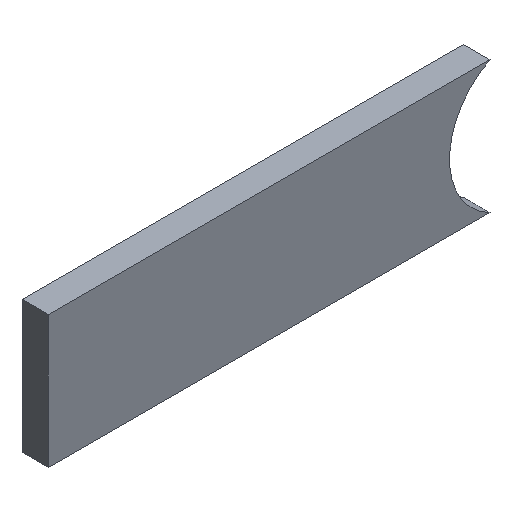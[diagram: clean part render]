
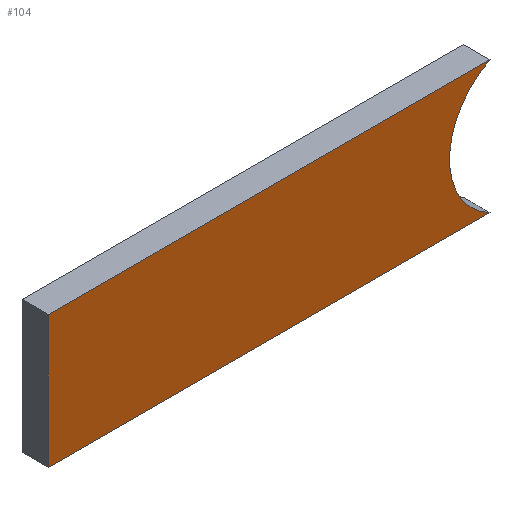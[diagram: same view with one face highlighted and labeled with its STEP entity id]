
A CAD part, isometric view. The second image highlights one B-rep face of the part: STEP entity #104.
In plain terms, the highlighted planar face has unit normal (0, -1, 0).
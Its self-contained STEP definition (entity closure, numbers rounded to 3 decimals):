
#15=CIRCLE('',#130,16.85);
#23=FACE_OUTER_BOUND('',#29,.T.);
#29=EDGE_LOOP('',(#90,#91,#92,#93));
#30=LINE('',#168,#40);
#35=LINE('',#182,#45);
#38=LINE('',#187,#48);
#40=VECTOR('',#140,10.);
#45=VECTOR('',#153,10.);
#48=VECTOR('',#158,10.);
#50=VERTEX_POINT('',#166);
#51=VERTEX_POINT('',#167);
#54=VERTEX_POINT('',#175);
#56=VERTEX_POINT('',#181);
#58=EDGE_CURVE('',#50,#51,#30,.T.);
#62=EDGE_CURVE('',#54,#50,#15,.T.);
#65=EDGE_CURVE('',#56,#54,#35,.T.);
#68=EDGE_CURVE('',#51,#56,#38,.T.);
#90=ORIENTED_EDGE('',*,*,#68,.F.);
#91=ORIENTED_EDGE('',*,*,#58,.F.);
#92=ORIENTED_EDGE('',*,*,#62,.F.);
#93=ORIENTED_EDGE('',*,*,#65,.F.);
#98=PLANE('',#135);
#104=ADVANCED_FACE('',(#23),#98,.F.);
#130=AXIS2_PLACEMENT_3D('',#176,#146,#147);
#135=AXIS2_PLACEMENT_3D('',#190,#162,#163);
#140=DIRECTION('',(-1.,0.,0.));
#146=DIRECTION('center_axis',(0.,-1.,0.));
#147=DIRECTION('ref_axis',(0.456,0.,0.89));
#153=DIRECTION('',(1.,0.,0.));
#158=DIRECTION('',(0.,0.,1.));
#162=DIRECTION('center_axis',(0.,1.,0.));
#163=DIRECTION('ref_axis',(0.,0.,1.));
#166=CARTESIAN_POINT('',(0.,0.,-30.));
#167=CARTESIAN_POINT('',(-100.,0.,-30.));
#168=CARTESIAN_POINT('',(0.,0.,-30.));
#175=CARTESIAN_POINT('',(0.,0.,0.));
#176=CARTESIAN_POINT('Origin',(7.676,0.,-15.));
#181=CARTESIAN_POINT('',(-100.,0.,0.));
#182=CARTESIAN_POINT('',(-100.,0.,0.));
#187=CARTESIAN_POINT('',(-100.,0.,-30.));
#190=CARTESIAN_POINT('Origin',(-50.,0.,-15.));
